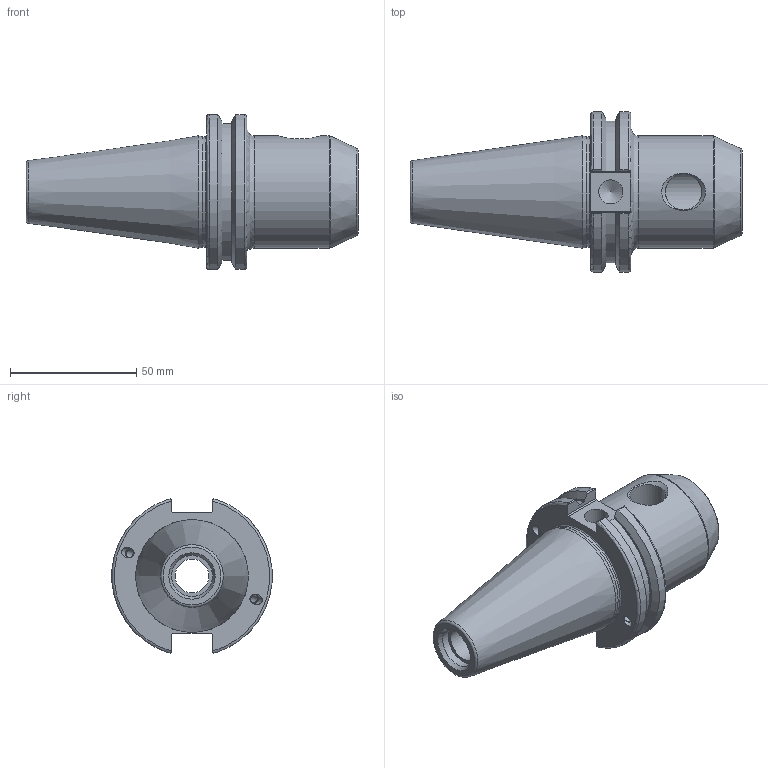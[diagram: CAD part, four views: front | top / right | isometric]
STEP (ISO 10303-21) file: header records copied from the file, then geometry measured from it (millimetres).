
FILE_DESCRIPTION(/* description */ (''),/* implementation_level */ '2;1');
FILE_NAME(/* name */ 'AK010C.stp',/* time_stamp */ '2025-01-24T11:50:24+09:00',/* author */ ('YSH'),/* organization */ (''),/* preprocessor_version */ 'ST-DEVELOPER v20',/* originating_system */ 'Autodesk Inventor 2025',/* authorisation */ '');
FILE_SCHEMA (('AUTOMOTIVE_DESIGN { 1 0 10303 214 3 1 1 }'));
Length unit declared in the file: millimetre
Products named in the file (1): LO-CAT40ADB-EMH19.05C-63
Bounding box: 131.25 x 63.26 x 61.09 mm (x, y, z)
Volume: 139513.6 mm3; surface area: 31284.1 mm2
Topology: 1 solids, 1 shells, 84 faces, 234 edges, 154 vertices
Faces by surface type: plane 34, cylinder 28, cone 12, torus 10
Full cylindrical faces by diameter (mm): 2.459 x2, 3.242 x8, 4 x4, 9.525 x1, 13.386 x1, 14.351 x1, 16.3 x1, 19.05 x1, 20.25 x1, 43.6 x1, 44.45 x1
Entity records: 3116 total; most frequent: CARTESIAN_POINT 930, ORIENTED_EDGE 462, DIRECTION 438, EDGE_CURVE 231, AXIS2_PLACEMENT_3D 177, VERTEX_POINT 154, EDGE_LOOP 105, FACE_OUTER_BOUND 84
